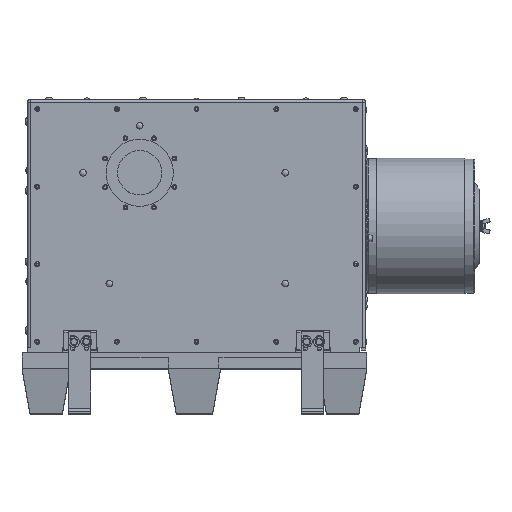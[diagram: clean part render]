
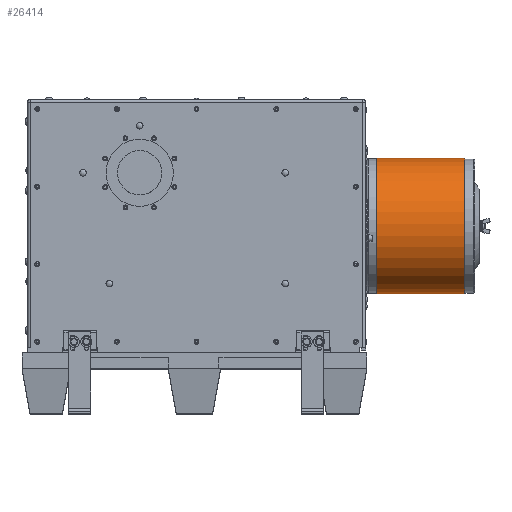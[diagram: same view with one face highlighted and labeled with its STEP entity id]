
A CAD part, top view. The second image highlights one B-rep face of the part: STEP entity #26414.
In plain terms, the highlighted cylindrical face has radius 155.448 mm (diameter 310.896 mm), a full revolution.
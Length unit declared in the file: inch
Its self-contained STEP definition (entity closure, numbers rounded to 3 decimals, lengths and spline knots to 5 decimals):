
#6856=FACE_BOUND('',#9249,.T.);
#7384=FACE_OUTER_BOUND('',#9248,.T.);
#9248=EDGE_LOOP('',(#19702));
#9249=EDGE_LOOP('',(#19703));
#11327=CIRCLE('',#28371,6.12);
#11328=CIRCLE('',#28373,6.12);
#12971=VERTEX_POINT('',#68250);
#12972=VERTEX_POINT('',#68253);
#15626=EDGE_CURVE('',#12971,#12971,#11327,.T.);
#15627=EDGE_CURVE('',#12972,#12972,#11328,.T.);
#19702=ORIENTED_EDGE('',*,*,#15626,.F.);
#19703=ORIENTED_EDGE('',*,*,#15627,.F.);
#25911=CYLINDRICAL_SURFACE('',#28372,6.12);
#26414=ADVANCED_FACE('',(#7384,#6856),#25911,.T.);
#28371=AXIS2_PLACEMENT_3D('',#68251,#32068,#32069);
#28372=AXIS2_PLACEMENT_3D('',#68252,#32070,#32071);
#28373=AXIS2_PLACEMENT_3D('',#68254,#32072,#32073);
#32068=DIRECTION('center_axis',(1.,0.,0.));
#32069=DIRECTION('ref_axis',(0.,0.882,0.47));
#32070=DIRECTION('center_axis',(1.,0.,0.));
#32071=DIRECTION('ref_axis',(0.,0.882,0.47));
#32072=DIRECTION('center_axis',(-1.,0.,0.));
#32073=DIRECTION('ref_axis',(0.,0.882,0.47));
#68250=CARTESIAN_POINT('',(39.973,4.59925,8.99641));
#68251=CARTESIAN_POINT('Origin',(39.973,10.,11.875));
#68252=CARTESIAN_POINT('Origin',(31.973,10.,11.875));
#68253=CARTESIAN_POINT('',(31.973,4.59925,8.99641));
#68254=CARTESIAN_POINT('Origin',(31.973,10.,11.875));
